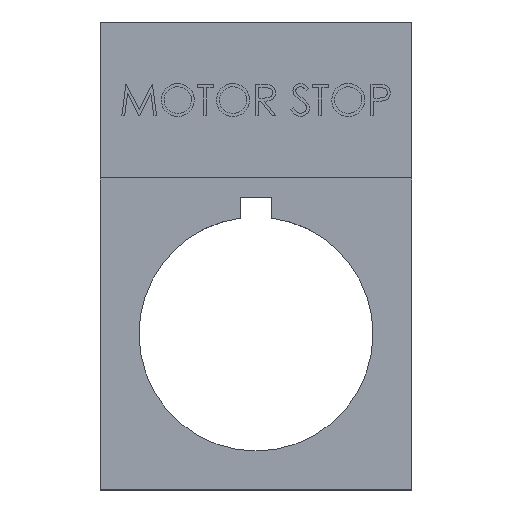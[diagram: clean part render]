
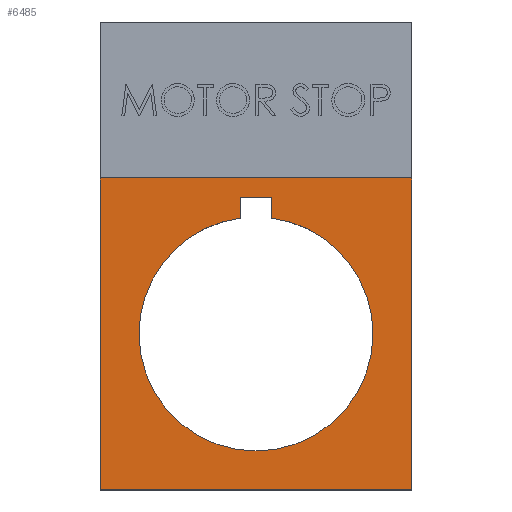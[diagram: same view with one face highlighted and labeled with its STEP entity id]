
A CAD part, top view. The second image highlights one B-rep face of the part: STEP entity #6485.
In plain terms, the highlighted planar face has unit normal (0, 0, 1).
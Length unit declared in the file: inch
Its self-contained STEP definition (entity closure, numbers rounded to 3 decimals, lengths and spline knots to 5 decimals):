
#56 = CARTESIAN_POINT ( 'NONE',  ( 0.05906, 0.5177, 0.01969 ) ) ;
#286 = LINE ( 'NONE', #3824, #4776 ) ;
#383 = CARTESIAN_POINT ( 'NONE',  ( 0.05906, 0.43896, 0.01969 ) ) ;
#543 = CARTESIAN_POINT ( 'NONE',  ( -0.05906, 0.5177, 0.01969 ) ) ;
#1171 = VERTEX_POINT ( 'NONE', #5823 ) ;
#1228 = VECTOR ( 'NONE', #8042, 39.37008 ) ;
#1365 = VERTEX_POINT ( 'NONE', #6561 ) ;
#1550 = CARTESIAN_POINT ( 'NONE',  ( -0.59055, -0.59055, 0.01969 ) ) ;
#1591 = EDGE_CURVE ( 'NONE', #1365, #1171, #7711, .T. ) ;
#1777 = CARTESIAN_POINT ( 'NONE',  ( 0.59055, -0.59055, 0.01969 ) ) ;
#1831 = CARTESIAN_POINT ( 'NONE',  ( 0.19685, 0.59055, 0.01969 ) ) ;
#1851 = ORIENTED_EDGE ( 'NONE', *, *, #6389, .T. ) ;
#1883 = ORIENTED_EDGE ( 'NONE', *, *, #3276, .T. ) ;
#1994 = VERTEX_POINT ( 'NONE', #7245 ) ;
#2003 = DIRECTION ( 'NONE',  ( -1., 0., 0. ) ) ;
#2067 = CARTESIAN_POINT ( 'NONE',  ( 0.59055, -0.59055, 0.01969 ) ) ;
#2192 = VECTOR ( 'NONE', #2875, 39.37008 ) ;
#2225 = ORIENTED_EDGE ( 'NONE', *, *, #7473, .F. ) ;
#2230 = DIRECTION ( 'NONE',  ( 0., 0., 1. ) ) ;
#2259 = AXIS2_PLACEMENT_3D ( 'NONE', #4608, #7415, #4642 ) ;
#2295 = B_SPLINE_CURVE_WITH_KNOTS ( 'NONE', 3,
 ( #5982, #1831, #3227, #4531 ),
 .UNSPECIFIED., .F., .F.,
 ( 4, 4 ),
 ( 0., 1. ),
 .UNSPECIFIED. ) ;
#2545 = CARTESIAN_POINT ( 'NONE',  ( 0.59055, 0.59055, 0.01969 ) ) ;
#2602 = CARTESIAN_POINT ( 'NONE',  ( 0.44291, 0., 0.01969 ) ) ;
#2684 = DIRECTION ( 'NONE',  ( 1., 0., 0. ) ) ;
#2723 = DIRECTION ( 'NONE',  ( 0., 0., -1. ) ) ;
#2875 = DIRECTION ( 'NONE',  ( 1., 0., 0. ) ) ;
#2880 = ORIENTED_EDGE ( 'NONE', *, *, #3443, .F. ) ;
#2957 = FACE_OUTER_BOUND ( 'NONE', #8981, .T. ) ;
#2973 = VECTOR ( 'NONE', #2003, 39.37008 ) ;
#2989 = VERTEX_POINT ( 'NONE', #56 ) ;
#2995 = ORIENTED_EDGE ( 'NONE', *, *, #6757, .T. ) ;
#3003 = VERTEX_POINT ( 'NONE', #1550 ) ;
#3219 = DIRECTION ( 'NONE',  ( 0., 1., 0. ) ) ;
#3227 = CARTESIAN_POINT ( 'NONE',  ( -0.19685, 0.59055, 0.01969 ) ) ;
#3276 = EDGE_CURVE ( 'NONE', #4195, #4744, #3836, .T. ) ;
#3321 = ORIENTED_EDGE ( 'NONE', *, *, #4139, .T. ) ;
#3391 = CARTESIAN_POINT ( 'NONE',  ( 0., 0., 0.01969 ) ) ;
#3443 = EDGE_CURVE ( 'NONE', #7264, #3003, #6701, .T. ) ;
#3506 = CARTESIAN_POINT ( 'NONE',  ( 0., 0.29528, 0.01969 ) ) ;
#3824 = CARTESIAN_POINT ( 'NONE',  ( -0.05906, 0.5177, 0.01969 ) ) ;
#3836 = CIRCLE ( 'NONE', #4078, 0.44291 ) ;
#3953 = ORIENTED_EDGE ( 'NONE', *, *, #7380, .T. ) ;
#4038 = VECTOR ( 'NONE', #7451, 39.37008 ) ;
#4045 = CARTESIAN_POINT ( 'NONE',  ( -0.59055, -0.59055, 0.01969 ) ) ;
#4078 = AXIS2_PLACEMENT_3D ( 'NONE', #3391, #6105, #2684 ) ;
#4103 = DIRECTION ( 'NONE',  ( 0., 1., 0. ) ) ;
#4139 = EDGE_CURVE ( 'NONE', #1171, #4378, #286, .T. ) ;
#4195 = VERTEX_POINT ( 'NONE', #8197 ) ;
#4378 = VERTEX_POINT ( 'NONE', #543 ) ;
#4531 = CARTESIAN_POINT ( 'NONE',  ( -0.59055, 0.59055, 0.01969 ) ) ;
#4608 = CARTESIAN_POINT ( 'NONE',  ( 0., 0., 0.01969 ) ) ;
#4642 = DIRECTION ( 'NONE',  ( 1., 0., 0. ) ) ;
#4744 = VERTEX_POINT ( 'NONE', #2602 ) ;
#4776 = VECTOR ( 'NONE', #3219, 39.37008 ) ;
#4888 = DIRECTION ( 'NONE',  ( 1., 0., 0. ) ) ;
#4897 = DIRECTION ( 'NONE',  ( 1., 0., 0. ) ) ;
#4969 = CARTESIAN_POINT ( 'NONE',  ( 0.05906, 0.5177, 0.01969 ) ) ;
#5046 = FACE_BOUND ( 'NONE', #7029, .T. ) ;
#5177 = LINE ( 'NONE', #4969, #2192 ) ;
#5335 = ORIENTED_EDGE ( 'NONE', *, *, #1591, .T. ) ;
#5622 = ORIENTED_EDGE ( 'NONE', *, *, #7144, .F. ) ;
#5642 = AXIS2_PLACEMENT_3D ( 'NONE', #3506, #2230, #4897 ) ;
#5823 = CARTESIAN_POINT ( 'NONE',  ( -0.05906, 0.43896, 0.01969 ) ) ;
#5965 = ORIENTED_EDGE ( 'NONE', *, *, #8980, .T. ) ;
#5982 = CARTESIAN_POINT ( 'NONE',  ( 0.59055, 0.59055, 0.01969 ) ) ;
#5987 = CIRCLE ( 'NONE', #7937, 0.44291 ) ;
#6080 = LINE ( 'NONE', #7560, #8610 ) ;
#6105 = DIRECTION ( 'NONE',  ( 0., 0., -1. ) ) ;
#6156 = PLANE ( 'NONE',  #5642 ) ;
#6372 = VERTEX_POINT ( 'NONE', #2545 ) ;
#6389 = EDGE_CURVE ( 'NONE', #2989, #4195, #8985, .T. ) ;
#6485 = ADVANCED_FACE ( 'NONE', ( #5046, #2957 ), #6156, .T. ) ;
#6561 = CARTESIAN_POINT ( 'NONE',  ( -0.44291, 0., 0.01969 ) ) ;
#6701 = LINE ( 'NONE', #4045, #2973 ) ;
#6757 = EDGE_CURVE ( 'NONE', #4744, #1365, #5987, .T. ) ;
#7029 = EDGE_LOOP ( 'NONE', ( #5965, #1851, #1883, #2995, #5335, #3321 ) ) ;
#7144 = EDGE_CURVE ( 'NONE', #3003, #1994, #6080, .T. ) ;
#7245 = CARTESIAN_POINT ( 'NONE',  ( -0.59055, 0.59055, 0.01969 ) ) ;
#7264 = VERTEX_POINT ( 'NONE', #2067 ) ;
#7372 = LINE ( 'NONE', #1777, #1228 ) ;
#7380 = EDGE_CURVE ( 'NONE', #6372, #1994, #2295, .T. ) ;
#7415 = DIRECTION ( 'NONE',  ( 0., 0., -1. ) ) ;
#7451 = DIRECTION ( 'NONE',  ( 0., -1., 0. ) ) ;
#7473 = EDGE_CURVE ( 'NONE', #6372, #7264, #7372, .T. ) ;
#7560 = CARTESIAN_POINT ( 'NONE',  ( -0.59055, 1.1811, 0.01969 ) ) ;
#7711 = CIRCLE ( 'NONE', #2259, 0.44291 ) ;
#7937 = AXIS2_PLACEMENT_3D ( 'NONE', #8989, #2723, #4888 ) ;
#8042 = DIRECTION ( 'NONE',  ( 0., -1., 0. ) ) ;
#8197 = CARTESIAN_POINT ( 'NONE',  ( 0.05906, 0.43896, 0.01969 ) ) ;
#8610 = VECTOR ( 'NONE', #4103, 39.37008 ) ;
#8980 = EDGE_CURVE ( 'NONE', #4378, #2989, #5177, .T. ) ;
#8981 = EDGE_LOOP ( 'NONE', ( #2880, #2225, #3953, #5622 ) ) ;
#8985 = LINE ( 'NONE', #383, #4038 ) ;
#8989 = CARTESIAN_POINT ( 'NONE',  ( 0., 0., 0.01969 ) ) ;
